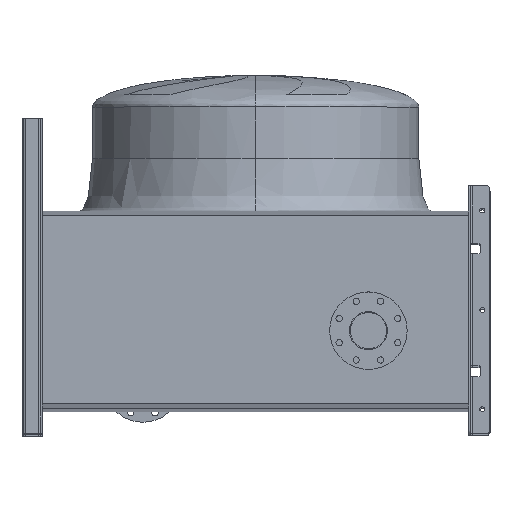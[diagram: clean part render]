
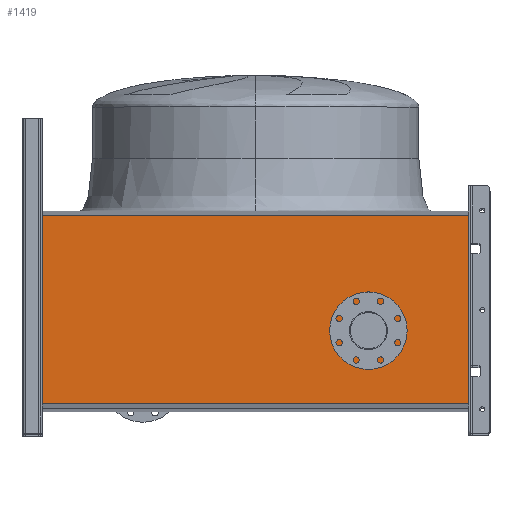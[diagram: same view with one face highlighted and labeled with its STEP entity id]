
A CAD part, top view. The second image highlights one B-rep face of the part: STEP entity #1419.
In plain terms, the highlighted planar face has unit normal (0, 0, 1).
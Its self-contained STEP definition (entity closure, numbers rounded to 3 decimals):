
#60 = PLANE ( 'NONE',  #7712 ) ;
#481 = DIRECTION ( 'NONE',  ( -1., 0., 0. ) ) ;
#801 = EDGE_CURVE ( 'NONE', #14168, #2259, #6168, .T. ) ;
#816 = VECTOR ( 'NONE', #10319, 1000. ) ;
#914 = LINE ( 'NONE', #14384, #2246 ) ;
#939 = FACE_OUTER_BOUND ( 'NONE', #5840, .T. ) ;
#1110 = EDGE_CURVE ( 'NONE', #14358, #9539, #7563, .T. ) ;
#1370 = LINE ( 'NONE', #5828, #14283 ) ;
#1419 = ADVANCED_FACE ( 'NONE', ( #939, #13188 ), #60, .F. ) ;
#1516 = ORIENTED_EDGE ( 'NONE', *, *, #14231, .T. ) ;
#2246 = VECTOR ( 'NONE', #3036, 1000. ) ;
#2259 = VERTEX_POINT ( 'NONE', #8263 ) ;
#3036 = DIRECTION ( 'NONE',  ( 0., -1., 0. ) ) ;
#3701 = CARTESIAN_POINT ( 'NONE',  ( 1214.262, 547.422, 240. ) ) ;
#3720 = EDGE_CURVE ( 'NONE', #9539, #14358, #4687, .T. ) ;
#3811 = DIRECTION ( 'NONE',  ( -1., 0., 0. ) ) ;
#3906 = CARTESIAN_POINT ( 'NONE',  ( 605., 12.578, 240. ) ) ;
#4428 = EDGE_LOOP ( 'NONE', ( #4638, #5360 ) ) ;
#4463 = DIRECTION ( 'NONE',  ( -1., 0., 0. ) ) ;
#4638 = ORIENTED_EDGE ( 'NONE', *, *, #3720, .T. ) ;
#4687 = CIRCLE ( 'NONE', #7461, 54. ) ;
#4918 = ORIENTED_EDGE ( 'NONE', *, *, #801, .T. ) ;
#5360 = ORIENTED_EDGE ( 'NONE', *, *, #1110, .T. ) ;
#5364 = EDGE_CURVE ( 'NONE', #5995, #6100, #7054, .T. ) ;
#5828 = CARTESIAN_POINT ( 'NONE',  ( 605., 12.578, 240. ) ) ;
#5840 = EDGE_LOOP ( 'NONE', ( #12548, #4918, #1516, #14057 ) ) ;
#5896 = DIRECTION ( 'NONE',  ( 0., -1., 0. ) ) ;
#5995 = VERTEX_POINT ( 'NONE', #3906 ) ;
#6100 = VERTEX_POINT ( 'NONE', #13289 ) ;
#6131 = DIRECTION ( 'NONE',  ( 0., 0., -1. ) ) ;
#6168 = LINE ( 'NONE', #3701, #816 ) ;
#6273 = DIRECTION ( 'NONE',  ( -1., 0., 0. ) ) ;
#7054 = LINE ( 'NONE', #8216, #9345 ) ;
#7461 = AXIS2_PLACEMENT_3D ( 'NONE', #9332, #12896, #6273 ) ;
#7563 = CIRCLE ( 'NONE', #13381, 54. ) ;
#7712 = AXIS2_PLACEMENT_3D ( 'NONE', #7797, #10051, #4463 ) ;
#7797 = CARTESIAN_POINT ( 'NONE',  ( 1214.262, 12.578, 240. ) ) ;
#8216 = CARTESIAN_POINT ( 'NONE',  ( 1214.262, 12.578, 240. ) ) ;
#8263 = CARTESIAN_POINT ( 'NONE',  ( -605., 547.422, 240. ) ) ;
#9136 = CARTESIAN_POINT ( 'NONE',  ( 320., 166., 240. ) ) ;
#9332 = CARTESIAN_POINT ( 'NONE',  ( 320., 220., 240. ) ) ;
#9345 = VECTOR ( 'NONE', #481, 1000. ) ;
#9539 = VERTEX_POINT ( 'NONE', #13403 ) ;
#10051 = DIRECTION ( 'NONE',  ( 0., 0., -1. ) ) ;
#10319 = DIRECTION ( 'NONE',  ( -1., 0., 0. ) ) ;
#10509 = EDGE_CURVE ( 'NONE', #14168, #5995, #1370, .T. ) ;
#10987 = CARTESIAN_POINT ( 'NONE',  ( 605., 547.422, 240. ) ) ;
#11662 = CARTESIAN_POINT ( 'NONE',  ( 320., 220., 240. ) ) ;
#12548 = ORIENTED_EDGE ( 'NONE', *, *, #10509, .F. ) ;
#12896 = DIRECTION ( 'NONE',  ( 0., 0., -1. ) ) ;
#13188 = FACE_BOUND ( 'NONE', #4428, .T. ) ;
#13289 = CARTESIAN_POINT ( 'NONE',  ( -605., 12.578, 240. ) ) ;
#13381 = AXIS2_PLACEMENT_3D ( 'NONE', #11662, #6131, #3811 ) ;
#13403 = CARTESIAN_POINT ( 'NONE',  ( 320., 274., 240. ) ) ;
#14057 = ORIENTED_EDGE ( 'NONE', *, *, #5364, .F. ) ;
#14168 = VERTEX_POINT ( 'NONE', #10987 ) ;
#14231 = EDGE_CURVE ( 'NONE', #2259, #6100, #914, .T. ) ;
#14283 = VECTOR ( 'NONE', #5896, 1000. ) ;
#14358 = VERTEX_POINT ( 'NONE', #9136 ) ;
#14384 = CARTESIAN_POINT ( 'NONE',  ( -605., 12.578, 240. ) ) ;
